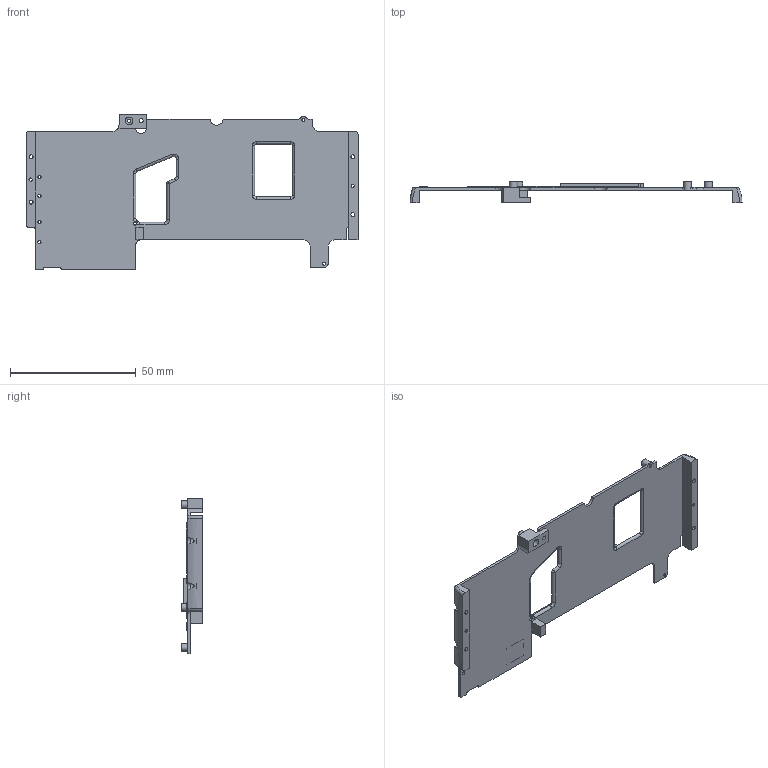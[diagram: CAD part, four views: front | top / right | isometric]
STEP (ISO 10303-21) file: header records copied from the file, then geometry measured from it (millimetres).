
FILE_DESCRIPTION(/* description */ (''),/* implementation_level */ '2;1');
FILE_NAME(/* name */ 'Heatsink.step',/* time_stamp */ '2025-06-25T23:16:08+03:00',/* author */ (''),/* organization */ (''),/* preprocessor_version */ 'ST-DEVELOPER v20.1',/* originating_system */ 'Autodesk Translation Framework v14.4.0.0',/* authorisation */ '');
FILE_SCHEMA (('AUTOMOTIVE_DESIGN { 1 0 10303 214 3 1 1 }'));
Length unit declared in the file: millimetre
Products named in the file (2): Leica M43; Heatsink
Assembly tree (1 placements, depth 2):
  Leica M43
    Heatsink
Bounding box: 132 x 8.5 x 62 mm (x, y, z)
Volume: 8345.3 mm3; surface area: 14167.5 mm2
Topology: 1 solids, 1 shells, 161 faces, 446 edges, 291 vertices
Faces by surface type: plane 82, cylinder 61, torus 16, bspline 1, sphere 1
Full cylindrical faces by diameter (mm): 1.25 x10, 1.6 x5, 3 x8, 3.2 x4
Entity records: 5481 total; most frequent: CARTESIAN_POINT 1083, DIRECTION 925, ORIENTED_EDGE 892, EDGE_CURVE 446, AXIS2_PLACEMENT_3D 330, VERTEX_POINT 291, LINE 265, VECTOR 265
